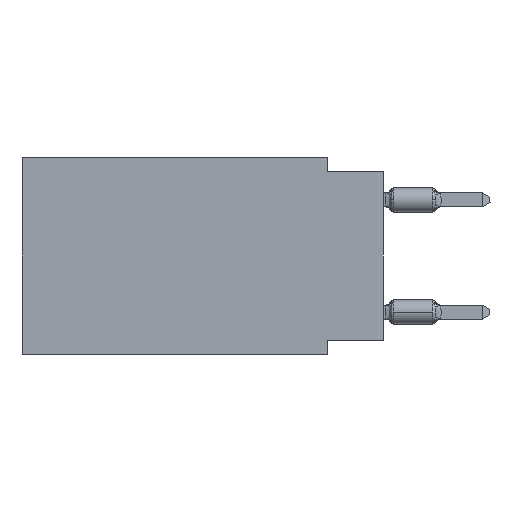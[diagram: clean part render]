
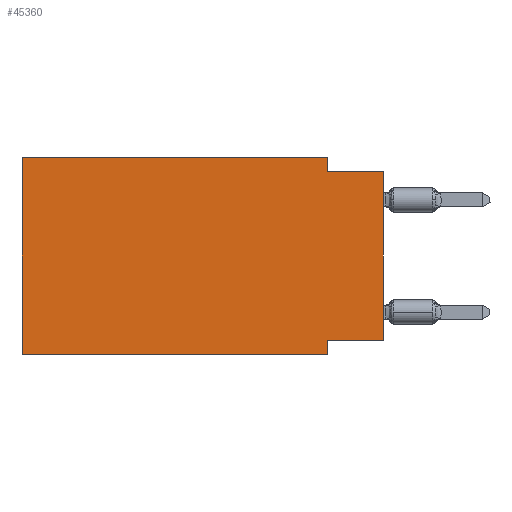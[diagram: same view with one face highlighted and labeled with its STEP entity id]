
A CAD part, left-side view. The second image highlights one B-rep face of the part: STEP entity #45360.
In plain terms, the highlighted planar face has unit normal (-1, 0, 0).
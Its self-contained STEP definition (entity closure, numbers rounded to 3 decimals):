
#1160 = ORIENTED_EDGE ( 'NONE', *, *, #10071, .F. ) ;
#1537 = CARTESIAN_POINT ( 'NONE',  ( 0., 2.54, -8.89 ) ) ;
#1542 = CARTESIAN_POINT ( 'NONE',  ( 0., 16.383, 0. ) ) ;
#1956 = FACE_OUTER_BOUND ( 'NONE', #44944, .T. ) ;
#2131 = CARTESIAN_POINT ( 'NONE',  ( 0., 0., -0.635 ) ) ;
#2476 = DIRECTION ( 'NONE',  ( 1., 0., 0. ) ) ;
#2509 = VECTOR ( 'NONE', #10228, 1000. ) ;
#2746 = LINE ( 'NONE', #10336, #34481 ) ;
#3618 = CARTESIAN_POINT ( 'NONE',  ( 0., 0., -0.635 ) ) ;
#4849 = LINE ( 'NONE', #23575, #34264 ) ;
#5130 = VERTEX_POINT ( 'NONE', #1542 ) ;
#5910 = ORIENTED_EDGE ( 'NONE', *, *, #52515, .F. ) ;
#5934 = VERTEX_POINT ( 'NONE', #30077 ) ;
#7552 = CARTESIAN_POINT ( 'NONE',  ( 0., 2.54, -0.635 ) ) ;
#8443 = VERTEX_POINT ( 'NONE', #25853 ) ;
#8529 = CARTESIAN_POINT ( 'NONE',  ( 0., 0., 0. ) ) ;
#10017 = VECTOR ( 'NONE', #23715, 1000. ) ;
#10071 = EDGE_CURVE ( 'NONE', #5934, #11587, #36129, .T. ) ;
#10228 = DIRECTION ( 'NONE',  ( 0., -1., 0. ) ) ;
#10336 = CARTESIAN_POINT ( 'NONE',  ( 0., 0., -8.255 ) ) ;
#11059 = EDGE_CURVE ( 'NONE', #5130, #8443, #4849, .T. ) ;
#11587 = VERTEX_POINT ( 'NONE', #1537 ) ;
#12575 = DIRECTION ( 'NONE',  ( 0., -1., 0. ) ) ;
#15501 = CARTESIAN_POINT ( 'NONE',  ( 0., 2.54, 0. ) ) ;
#15663 = EDGE_CURVE ( 'NONE', #19266, #5934, #2746, .T. ) ;
#16076 = LINE ( 'NONE', #28237, #41750 ) ;
#17028 = ORIENTED_EDGE ( 'NONE', *, *, #11059, .F. ) ;
#18064 = LINE ( 'NONE', #2131, #2509 ) ;
#19118 = CARTESIAN_POINT ( 'NONE',  ( 0., 2.54, -8.89 ) ) ;
#19266 = VERTEX_POINT ( 'NONE', #32040 ) ;
#21784 = VECTOR ( 'NONE', #27659, 1000. ) ;
#23575 = CARTESIAN_POINT ( 'NONE',  ( 0., 16.383, 0. ) ) ;
#23715 = DIRECTION ( 'NONE',  ( 0., 0., -1. ) ) ;
#23934 = ORIENTED_EDGE ( 'NONE', *, *, #47334, .F. ) ;
#24005 = VERTEX_POINT ( 'NONE', #3618 ) ;
#25853 = CARTESIAN_POINT ( 'NONE',  ( 0., 2.54, 0. ) ) ;
#25933 = CARTESIAN_POINT ( 'NONE',  ( 0., 16.383, -8.89 ) ) ;
#26817 = DIRECTION ( 'NONE',  ( 0., 1., 0. ) ) ;
#27340 = PLANE ( 'NONE',  #50440 ) ;
#27659 = DIRECTION ( 'NONE',  ( 0., 0., -1. ) ) ;
#28237 = CARTESIAN_POINT ( 'NONE',  ( 0., 16.383, -8.89 ) ) ;
#30077 = CARTESIAN_POINT ( 'NONE',  ( 0., 2.54, -8.255 ) ) ;
#30791 = EDGE_CURVE ( 'NONE', #19266, #24005, #37685, .T. ) ;
#30909 = ORIENTED_EDGE ( 'NONE', *, *, #46242, .F. ) ;
#32040 = CARTESIAN_POINT ( 'NONE',  ( 0., 0., -8.255 ) ) ;
#34263 = CARTESIAN_POINT ( 'NONE',  ( 0., 16.383, 0. ) ) ;
#34264 = VECTOR ( 'NONE', #46718, 1000. ) ;
#34481 = VECTOR ( 'NONE', #26817, 1000. ) ;
#34636 = CARTESIAN_POINT ( 'NONE',  ( 0., 16.383, 0. ) ) ;
#36089 = VERTEX_POINT ( 'NONE', #25933 ) ;
#36129 = LINE ( 'NONE', #19118, #10017 ) ;
#36696 = ORIENTED_EDGE ( 'NONE', *, *, #42908, .T. ) ;
#37685 = LINE ( 'NONE', #8529, #47074 ) ;
#38026 = LINE ( 'NONE', #34263, #41309 ) ;
#38484 = VERTEX_POINT ( 'NONE', #7552 ) ;
#38664 = ORIENTED_EDGE ( 'NONE', *, *, #30791, .T. ) ;
#40528 = ORIENTED_EDGE ( 'NONE', *, *, #15663, .F. ) ;
#41309 = VECTOR ( 'NONE', #50501, 1000. ) ;
#41750 = VECTOR ( 'NONE', #12575, 1000. ) ;
#42908 = EDGE_CURVE ( 'NONE', #36089, #11587, #16076, .T. ) ;
#44944 = EDGE_LOOP ( 'NONE', ( #38664, #5910, #30909, #17028, #23934, #36696, #1160, #40528 ) ) ;
#45360 = ADVANCED_FACE ( 'NONE', ( #1956 ), #27340, .F. ) ;
#46242 = EDGE_CURVE ( 'NONE', #8443, #38484, #47955, .T. ) ;
#46718 = DIRECTION ( 'NONE',  ( 0., -1., 0. ) ) ;
#47074 = VECTOR ( 'NONE', #50137, 1000. ) ;
#47334 = EDGE_CURVE ( 'NONE', #36089, #5130, #38026, .T. ) ;
#47888 = DIRECTION ( 'NONE',  ( 0., 0., -1. ) ) ;
#47955 = LINE ( 'NONE', #15501, #21784 ) ;
#50137 = DIRECTION ( 'NONE',  ( 0., 0., 1. ) ) ;
#50440 = AXIS2_PLACEMENT_3D ( 'NONE', #34636, #2476, #47888 ) ;
#50501 = DIRECTION ( 'NONE',  ( 0., 0., 1. ) ) ;
#52515 = EDGE_CURVE ( 'NONE', #38484, #24005, #18064, .T. ) ;
